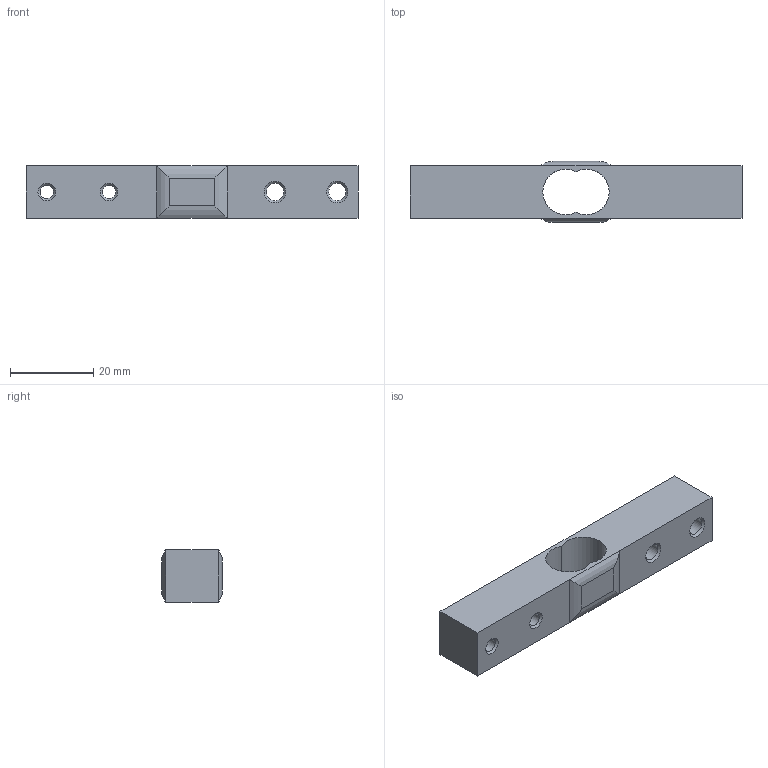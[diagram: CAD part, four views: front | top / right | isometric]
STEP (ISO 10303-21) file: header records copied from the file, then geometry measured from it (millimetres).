
FILE_DESCRIPTION(/* description */ (''),/* implementation_level */ '2;1');
FILE_NAME(/* name */ 'Weight Sensor.stp',/* time_stamp */ '2015-08-12T14:52:21+04:00',/* author */ ('romanov.mv'),/* organization */ (''),/* preprocessor_version */ 'ST-DEVELOPER v15.2',/* originating_system */ 'Autodesk Inventor 2014',/* authorisation */ '');
FILE_SCHEMA (('AUTOMOTIVE_DESIGN { 1 0 10303 214 3 1 1 }'));
Length unit declared in the file: millimetre
Products named in the file (1): Weight Sensor
Bounding box: 80 x 14.7 x 12.7 mm (x, y, z)
Volume: 10788.8 mm3; surface area: 5161.9 mm2
Topology: 1 solids, 1 shells, 32 faces, 78 edges, 48 vertices
Faces by surface type: cylinder 14, plane 10, cone 8
Full cylindrical faces by diameter (mm): 3.242 x2, 4.134 x2
Entity records: 896 total; most frequent: DIRECTION 156, CARTESIAN_POINT 139, ORIENTED_EDGE 124, EDGE_CURVE 62, AXIS2_PLACEMENT_3D 61, EDGE_LOOP 54, VERTEX_POINT 44, LINE 34
